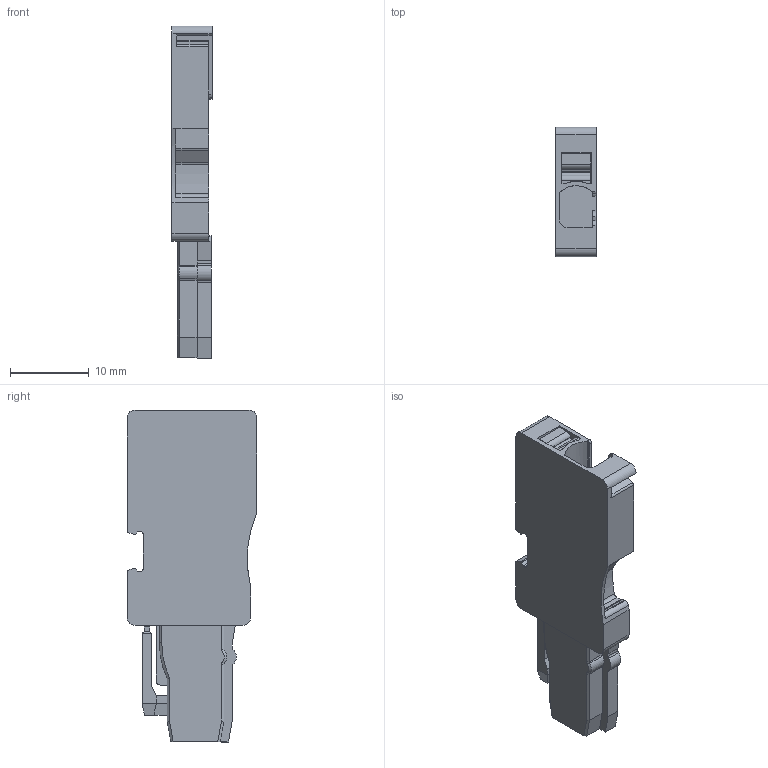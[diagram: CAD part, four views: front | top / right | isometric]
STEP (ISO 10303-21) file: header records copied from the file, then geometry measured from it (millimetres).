
FILE_DESCRIPTION(('CATIA V5R20 STEP214','CAx-IF Rec.Pracs.--- Model Styling and Organization---1.2---2011-12-15'),'2;1');
FILE_NAME ('8650691_4', '2016-01-18T14:57:56+00:00', ('Weidmueller Interface'), ('Weidmueller'), 'CATIA Version 5-6 Release 2014 SP4', 'CATIA V5 STEP AP214', 'none');
FILE_SCHEMA(('AUTOMOTIVE_DESIGN { 1 0 10303 214 1 1 1 1 }'));
Length unit declared in the file: millimetre
Products named in the file (1): 1513840000_APG_2-5_L_BL
Bounding box: 5.1 x 16.5 x 42.25 mm (x, y, z)
Volume: 2274 mm3; surface area: 2049.8 mm2
Topology: 2 solids, 2 shells, 254 faces, 703 edges, 462 vertices
Faces by surface type: plane 144, cylinder 93, extrusion 13, cone 4
Entity records: 7935 total; most frequent: CARTESIAN_POINT 1621, ORIENTED_EDGE 1406, DIRECTION 1092, EDGE_CURVE 703, VECTOR 489, LINE 476, VERTEX_POINT 462, AXIS2_PLACEMENT_3D 394
